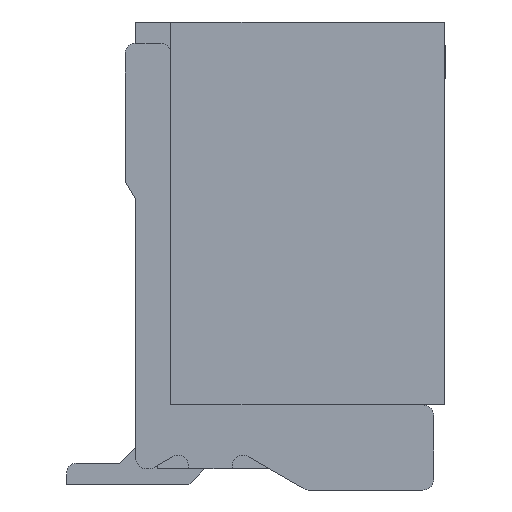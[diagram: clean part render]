
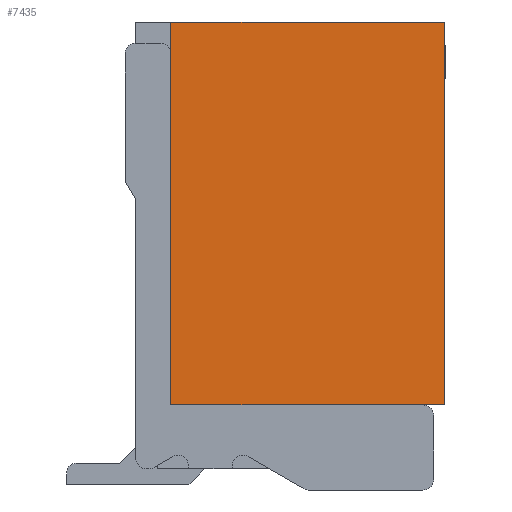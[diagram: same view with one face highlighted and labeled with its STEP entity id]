
A CAD part, left-side view. The second image highlights one B-rep face of the part: STEP entity #7435.
In plain terms, the highlighted planar face has unit normal (-1, 0, 0).
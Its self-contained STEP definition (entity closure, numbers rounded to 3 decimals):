
#549=FACE_OUTER_BOUND('',#954,.T.);
#954=EDGE_LOOP('',(#5364,#5365,#5366,#5367));
#1469=LINE('',#10441,#2263);
#1609=LINE('',#11017,#2403);
#1610=LINE('',#11019,#2404);
#1611=LINE('',#11020,#2405);
#2263=VECTOR('',#8741,1.);
#2403=VECTOR('',#8973,1.);
#2404=VECTOR('',#8974,1.);
#2405=VECTOR('',#8975,1.);
#3012=VERTEX_POINT('',#10435);
#3014=VERTEX_POINT('',#10439);
#3224=VERTEX_POINT('',#11016);
#3225=VERTEX_POINT('',#11018);
#3803=EDGE_CURVE('',#3014,#3012,#1469,.T.);
#4021=EDGE_CURVE('',#3012,#3224,#1609,.T.);
#4022=EDGE_CURVE('',#3225,#3014,#1610,.T.);
#4023=EDGE_CURVE('',#3224,#3225,#1611,.T.);
#5364=ORIENTED_EDGE('',*,*,#4021,.F.);
#5365=ORIENTED_EDGE('',*,*,#3803,.F.);
#5366=ORIENTED_EDGE('',*,*,#4022,.F.);
#5367=ORIENTED_EDGE('',*,*,#4023,.F.);
#6740=PLANE('',#7937);
#7435=ADVANCED_FACE('',(#549),#6740,.F.);
#7937=AXIS2_PLACEMENT_3D('',#11015,#8971,#8972);
#8741=DIRECTION('',(0.,0.,-1.));
#8971=DIRECTION('center_axis',(1.,0.,0.));
#8972=DIRECTION('ref_axis',(0.,0.,1.));
#8973=DIRECTION('',(0.,1.,0.));
#8974=DIRECTION('',(0.,-1.,0.));
#8975=DIRECTION('',(0.,0.,1.));
#10435=CARTESIAN_POINT('',(-2.5,-1.961,0.8));
#10439=CARTESIAN_POINT('',(-2.5,-1.961,4.4));
#10441=CARTESIAN_POINT('',(-2.5,-1.961,4.4));
#11015=CARTESIAN_POINT('Origin',(-2.5,0.939,4.4));
#11016=CARTESIAN_POINT('',(-2.5,0.609,0.8));
#11017=CARTESIAN_POINT('',(-2.5,0.609,0.8));
#11018=CARTESIAN_POINT('',(-2.5,0.609,4.4));
#11019=CARTESIAN_POINT('',(-2.5,0.939,4.4));
#11020=CARTESIAN_POINT('',(-2.5,0.609,0.2));
